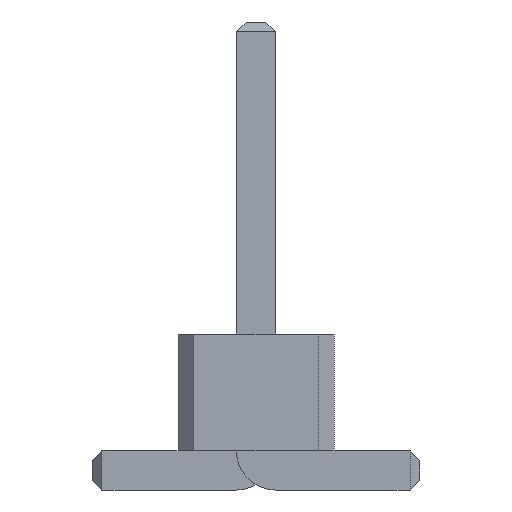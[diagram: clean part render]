
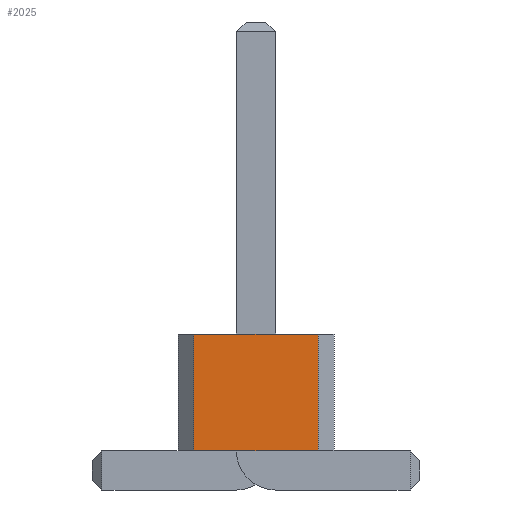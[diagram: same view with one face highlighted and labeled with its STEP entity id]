
A CAD part, front view. The second image highlights one B-rep face of the part: STEP entity #2025.
In plain terms, the highlighted planar face has unit normal (0, -1, 0).
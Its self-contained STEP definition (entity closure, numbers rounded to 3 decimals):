
#478 = VERTEX_POINT('',#479);
#479 = CARTESIAN_POINT('',(0.8,-7.,0.5));
#485 = EDGE_CURVE('',#486,#478,#488,.T.);
#486 = VERTEX_POINT('',#487);
#487 = CARTESIAN_POINT('',(-0.8,-7.,0.5));
#488 = LINE('',#489,#490);
#489 = CARTESIAN_POINT('',(-0.8,-7.,0.5));
#490 = VECTOR('',#491,1.);
#491 = DIRECTION('',(1.,0.,0.));
#959 = VERTEX_POINT('',#960);
#960 = CARTESIAN_POINT('',(0.8,-7.,2.));
#966 = EDGE_CURVE('',#967,#959,#969,.T.);
#967 = VERTEX_POINT('',#968);
#968 = CARTESIAN_POINT('',(-0.8,-7.,2.));
#969 = LINE('',#970,#971);
#970 = CARTESIAN_POINT('',(-0.8,-7.,2.));
#971 = VECTOR('',#972,1.);
#972 = DIRECTION('',(1.,0.,0.));
#2014 = EDGE_CURVE('',#486,#967,#2015,.T.);
#2015 = LINE('',#2016,#2017);
#2016 = CARTESIAN_POINT('',(-0.8,-7.,0.5));
#2017 = VECTOR('',#2018,1.);
#2018 = DIRECTION('',(0.,0.,1.));
#2025 = ADVANCED_FACE('',(#2026),#2037,.F.);
#2026 = FACE_BOUND('',#2027,.F.);
#2027 = EDGE_LOOP('',(#2028,#2029,#2030,#2036));
#2028 = ORIENTED_EDGE('',*,*,#2014,.T.);
#2029 = ORIENTED_EDGE('',*,*,#966,.T.);
#2030 = ORIENTED_EDGE('',*,*,#2031,.F.);
#2031 = EDGE_CURVE('',#478,#959,#2032,.T.);
#2032 = LINE('',#2033,#2034);
#2033 = CARTESIAN_POINT('',(0.8,-7.,0.5));
#2034 = VECTOR('',#2035,1.);
#2035 = DIRECTION('',(0.,0.,1.));
#2036 = ORIENTED_EDGE('',*,*,#485,.F.);
#2037 = PLANE('',#2038);
#2038 = AXIS2_PLACEMENT_3D('',#2039,#2040,#2041);
#2039 = CARTESIAN_POINT('',(-0.8,-7.,0.5));
#2040 = DIRECTION('',(0.,1.,0.));
#2041 = DIRECTION('',(1.,0.,0.));
